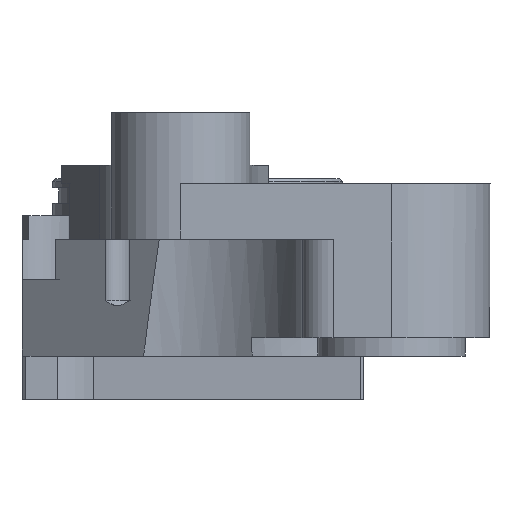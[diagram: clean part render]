
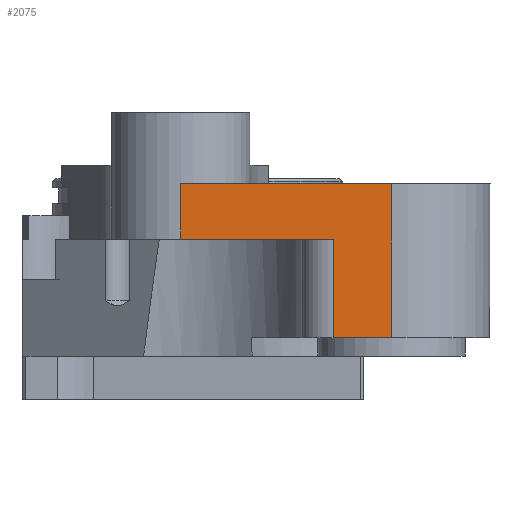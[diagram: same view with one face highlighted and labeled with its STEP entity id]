
A CAD part, left-side view. The second image highlights one B-rep face of the part: STEP entity #2075.
In plain terms, the highlighted planar face has unit normal (-1, 0, 0).
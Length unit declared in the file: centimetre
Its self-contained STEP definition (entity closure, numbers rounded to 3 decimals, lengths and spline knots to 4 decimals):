
#29=LINE('',#3139,#187);
#48=LINE('',#3197,#206);
#55=LINE('',#3220,#213);
#68=LINE('',#3276,#226);
#69=LINE('',#3279,#227);
#70=LINE('',#3281,#228);
#187=VECTOR('',#2471,3.425);
#206=VECTOR('',#2522,0.9);
#213=VECTOR('',#2545,2.475);
#226=VECTOR('',#2596,0.95);
#227=VECTOR('',#2601,1.6);
#228=VECTOR('',#2604,2.5);
#363=PLANE('',#2237);
#501=FACE_OUTER_BOUND('',#637,.T.);
#637=EDGE_LOOP('',(#1539,#1540,#1541,#1542,#1543,#1544));
#916=VERTEX_POINT('',#3136);
#917=VERTEX_POINT('',#3138);
#940=VERTEX_POINT('',#3195);
#948=VERTEX_POINT('',#3218);
#966=VERTEX_POINT('',#3273);
#967=VERTEX_POINT('',#3275);
#1127=EDGE_CURVE('',#917,#916,#29,.T.);
#1156=EDGE_CURVE('',#916,#940,#48,.T.);
#1168=EDGE_CURVE('',#948,#940,#55,.T.);
#1193=EDGE_CURVE('',#967,#966,#68,.T.);
#1195=EDGE_CURVE('',#948,#967,#69,.T.);
#1196=EDGE_CURVE('',#966,#917,#70,.T.);
#1539=ORIENTED_EDGE('',*,*,#1127,.T.);
#1540=ORIENTED_EDGE('',*,*,#1156,.T.);
#1541=ORIENTED_EDGE('',*,*,#1168,.F.);
#1542=ORIENTED_EDGE('',*,*,#1195,.T.);
#1543=ORIENTED_EDGE('',*,*,#1193,.T.);
#1544=ORIENTED_EDGE('',*,*,#1196,.T.);
#2075=ADVANCED_FACE('',(#501),#363,.T.);
#2237=AXIS2_PLACEMENT_3D('',#3280,#2602,#2603);
#2471=DIRECTION('',(0.,1.,0.));
#2522=DIRECTION('',(0.,0.,-1.));
#2545=DIRECTION('',(0.,1.,0.));
#2596=DIRECTION('',(0.,-1.,0.));
#2601=DIRECTION('',(0.,0.,-1.));
#2602=DIRECTION('center_axis',(-1.,0.,0.));
#2603=DIRECTION('ref_axis',(0.,0.,1.));
#2604=DIRECTION('',(0.,0.,1.));
#3136=CARTESIAN_POINT('',(-7.2,1.135,0.45));
#3138=CARTESIAN_POINT('',(-7.2,-2.29,0.45));
#3139=CARTESIAN_POINT('',(-7.2,-2.29,0.45));
#3195=CARTESIAN_POINT('',(-7.2,1.135,-0.45));
#3197=CARTESIAN_POINT('',(-7.2,1.135,0.45));
#3218=CARTESIAN_POINT('',(-7.2,-1.34,-0.45));
#3220=CARTESIAN_POINT('',(-7.2,-1.34,-0.45));
#3273=CARTESIAN_POINT('',(-7.2,-2.29,-2.05));
#3275=CARTESIAN_POINT('',(-7.2,-1.34,-2.05));
#3276=CARTESIAN_POINT('',(-7.2,-1.34,-2.05));
#3279=CARTESIAN_POINT('',(-7.2,-1.34,-0.45));
#3280=CARTESIAN_POINT('Origin',(-7.2,-2.4613,-2.175));
#3281=CARTESIAN_POINT('',(-7.2,-2.29,-2.05));
